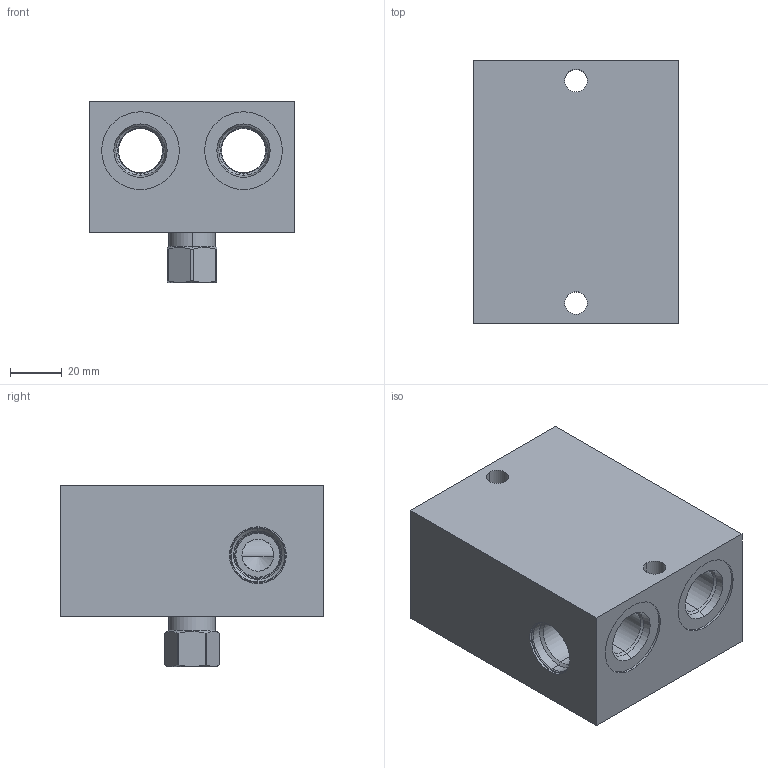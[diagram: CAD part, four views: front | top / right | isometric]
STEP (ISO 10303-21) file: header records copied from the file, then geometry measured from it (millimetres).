
FILE_DESCRIPTION((''),'2;1');
FILE_NAME('Z8A_ASM','2023-05-19T',('ProEService'),(''),'PRO/ENGINEER BY PARAMETRIC TECHNOLOGY CORPORATION, 2014200','PRO/ENGINEER BY PARAMETRIC TECHNOLOGY CORPORATION, 2014200','');
FILE_SCHEMA(('CONFIG_CONTROL_DESIGN'));
Length unit declared in the file: inch
Products named in the file (3): 154-079-005; CSAWEXN; Z8A_ASM
Assembly tree (2 placements, depth 2):
  Z8A_ASM
    154-079-005
    CSAWEXN
Bounding box: 79.38 x 101.6 x 70 mm (x, y, z)
Volume: 334097.4 mm3; surface area: 58088.2 mm2
Topology: 3 solids, 4 shells, 328 faces, 1032 edges, 828 vertices
Faces by surface type: cylinder 144, cone 88, plane 48, torus 48
Entity records: 12562 total; most frequent: CARTESIAN_POINT 3298, DIRECTION 2067, ORIENTED_EDGE 1618, EDGE_CURVE 809, AXIS2_PLACEMENT_3D 801, VERTEX_POINT 508, VECTOR 465, LINE 465
